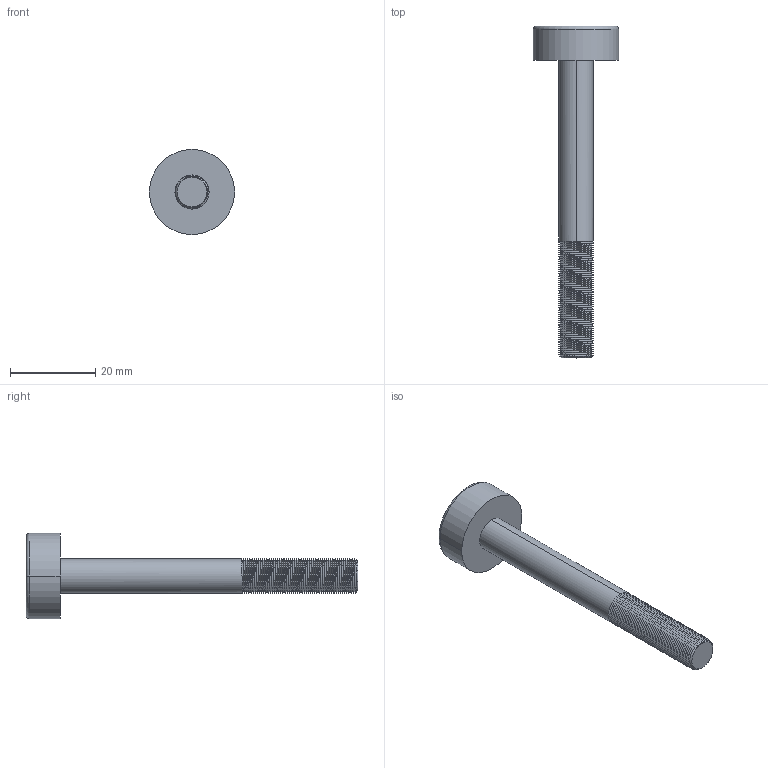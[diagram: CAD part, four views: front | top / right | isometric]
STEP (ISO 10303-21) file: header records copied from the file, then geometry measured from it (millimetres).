
FILE_DESCRIPTION (( 'STEP AP203' ), '1' );
FILE_NAME ('Vis C HC- M 8x70_Défaut_sldprt.STEP', '2017-12-12T20:33:07', ( '' ), ( '' ), 'SwSTEP 2.0', 'SolidWorks 2016', '' );
FILE_SCHEMA (( 'CONFIG_CONTROL_DESIGN' ));
Length unit declared in the file: millimetre
Products named in the file (1): Vis C HC- M 8x70_Défaut_sldprt
Bounding box: 20 x 78 x 20 mm (x, y, z)
Volume: 5817.3 mm3; surface area: 3528.6 mm2
Topology: 1 solids, 1 shells, 135 faces, 388 edges, 255 vertices
Faces by surface type: cylinder 110, plane 16, cone 5, torus 2, bspline 2
Entity records: 8859 total; most frequent: CARTESIAN_POINT 5905, ORIENTED_EDGE 772, DIRECTION 452, EDGE_CURVE 386, VERTEX_POINT 255, AXIS2_PLACEMENT_3D 155, LINE 142, VECTOR 142
